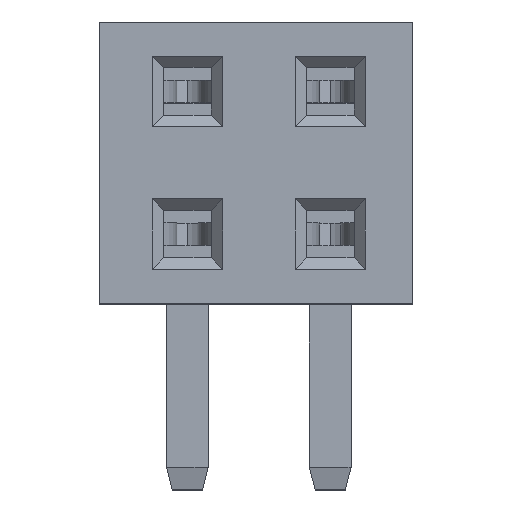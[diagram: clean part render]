
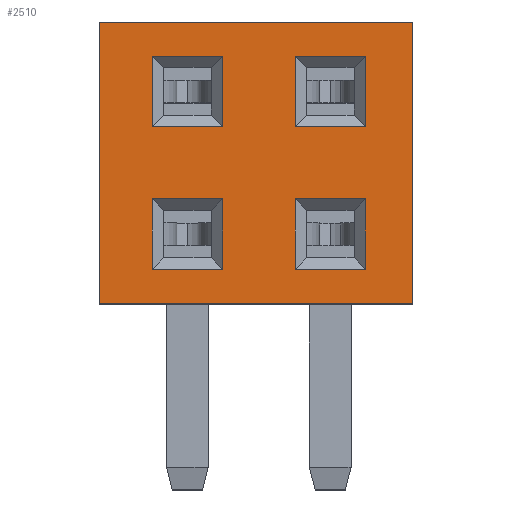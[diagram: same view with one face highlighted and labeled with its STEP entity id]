
A CAD part, top view. The second image highlights one B-rep face of the part: STEP entity #2510.
In plain terms, the highlighted planar face has unit normal (0, 0, 1).
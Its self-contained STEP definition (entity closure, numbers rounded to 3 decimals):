
#80=ORIENTED_EDGE('',*,*,#812,.T.);
#81=ORIENTED_EDGE('',*,*,#813,.T.);
#82=ORIENTED_EDGE('',*,*,#814,.T.);
#83=ORIENTED_EDGE('',*,*,#815,.T.);
#84=ORIENTED_EDGE('',*,*,#816,.T.);
#85=ORIENTED_EDGE('',*,*,#817,.T.);
#86=ORIENTED_EDGE('',*,*,#818,.T.);
#87=ORIENTED_EDGE('',*,*,#819,.T.);
#88=ORIENTED_EDGE('',*,*,#820,.F.);
#89=ORIENTED_EDGE('',*,*,#821,.F.);
#90=ORIENTED_EDGE('',*,*,#822,.T.);
#91=ORIENTED_EDGE('',*,*,#823,.T.);
#92=ORIENTED_EDGE('',*,*,#824,.T.);
#93=ORIENTED_EDGE('',*,*,#825,.T.);
#94=ORIENTED_EDGE('',*,*,#826,.T.);
#95=ORIENTED_EDGE('',*,*,#827,.T.);
#96=ORIENTED_EDGE('',*,*,#828,.T.);
#97=ORIENTED_EDGE('',*,*,#829,.T.);
#98=ORIENTED_EDGE('',*,*,#830,.T.);
#99=ORIENTED_EDGE('',*,*,#831,.T.);
#812=EDGE_CURVE('',#1178,#1179,#1414,.T.);
#813=EDGE_CURVE('',#1179,#1180,#1415,.T.);
#814=EDGE_CURVE('',#1180,#1181,#1416,.T.);
#815=EDGE_CURVE('',#1181,#1178,#1417,.T.);
#816=EDGE_CURVE('',#1182,#1183,#1418,.T.);
#817=EDGE_CURVE('',#1183,#1184,#1419,.T.);
#818=EDGE_CURVE('',#1184,#1185,#1420,.T.);
#819=EDGE_CURVE('',#1185,#1182,#1421,.T.);
#820=EDGE_CURVE('',#1186,#1187,#1422,.T.);
#821=EDGE_CURVE('',#1188,#1186,#1423,.T.);
#822=EDGE_CURVE('',#1188,#1189,#1424,.T.);
#823=EDGE_CURVE('',#1189,#1187,#1425,.T.);
#824=EDGE_CURVE('',#1190,#1191,#1426,.T.);
#825=EDGE_CURVE('',#1191,#1192,#1427,.T.);
#826=EDGE_CURVE('',#1192,#1193,#1428,.T.);
#827=EDGE_CURVE('',#1193,#1190,#1429,.T.);
#828=EDGE_CURVE('',#1194,#1195,#1430,.T.);
#829=EDGE_CURVE('',#1195,#1196,#1431,.T.);
#830=EDGE_CURVE('',#1196,#1197,#1432,.T.);
#831=EDGE_CURVE('',#1197,#1194,#1433,.T.);
#1178=VERTEX_POINT('',#3490);
#1179=VERTEX_POINT('',#3491);
#1180=VERTEX_POINT('',#3493);
#1181=VERTEX_POINT('',#3495);
#1182=VERTEX_POINT('',#3498);
#1183=VERTEX_POINT('',#3499);
#1184=VERTEX_POINT('',#3501);
#1185=VERTEX_POINT('',#3503);
#1186=VERTEX_POINT('',#3506);
#1187=VERTEX_POINT('',#3507);
#1188=VERTEX_POINT('',#3509);
#1189=VERTEX_POINT('',#3511);
#1190=VERTEX_POINT('',#3514);
#1191=VERTEX_POINT('',#3515);
#1192=VERTEX_POINT('',#3517);
#1193=VERTEX_POINT('',#3519);
#1194=VERTEX_POINT('',#3522);
#1195=VERTEX_POINT('',#3523);
#1196=VERTEX_POINT('',#3525);
#1197=VERTEX_POINT('',#3527);
#1414=LINE('',#3489,#1756);
#1415=LINE('',#3492,#1757);
#1416=LINE('',#3494,#1758);
#1417=LINE('',#3496,#1759);
#1418=LINE('',#3497,#1760);
#1419=LINE('',#3500,#1761);
#1420=LINE('',#3502,#1762);
#1421=LINE('',#3504,#1763);
#1422=LINE('',#3505,#1764);
#1423=LINE('',#3508,#1765);
#1424=LINE('',#3510,#1766);
#1425=LINE('',#3512,#1767);
#1426=LINE('',#3513,#1768);
#1427=LINE('',#3516,#1769);
#1428=LINE('',#3518,#1770);
#1429=LINE('',#3520,#1771);
#1430=LINE('',#3521,#1772);
#1431=LINE('',#3524,#1773);
#1432=LINE('',#3526,#1774);
#1433=LINE('',#3528,#1775);
#1756=VECTOR('',#2841,1000.);
#1757=VECTOR('',#2842,1000.);
#1758=VECTOR('',#2843,1000.);
#1759=VECTOR('',#2844,1000.);
#1760=VECTOR('',#2845,1000.);
#1761=VECTOR('',#2846,1000.);
#1762=VECTOR('',#2847,1000.);
#1763=VECTOR('',#2848,1000.);
#1764=VECTOR('',#2849,1000.);
#1765=VECTOR('',#2850,1000.);
#1766=VECTOR('',#2851,1000.);
#1767=VECTOR('',#2852,1000.);
#1768=VECTOR('',#2853,1000.);
#1769=VECTOR('',#2854,1000.);
#1770=VECTOR('',#2855,1000.);
#1771=VECTOR('',#2856,1000.);
#1772=VECTOR('',#2857,1000.);
#1773=VECTOR('',#2858,1000.);
#1774=VECTOR('',#2859,1000.);
#1775=VECTOR('',#2860,1000.);
#2098=EDGE_LOOP('',(#80,#81,#82,#83));
#2099=EDGE_LOOP('',(#84,#85,#86,#87));
#2100=EDGE_LOOP('',(#88,#89,#90,#91));
#2101=EDGE_LOOP('',(#92,#93,#94,#95));
#2102=EDGE_LOOP('',(#96,#97,#98,#99));
#2242=FACE_BOUND('',#2098,.T.);
#2243=FACE_BOUND('',#2099,.T.);
#2244=FACE_BOUND('',#2100,.T.);
#2245=FACE_BOUND('',#2101,.T.);
#2246=FACE_BOUND('',#2102,.T.);
#2386=PLANE('',#2684);
#2510=ADVANCED_FACE('',(#2242,#2243,#2244,#2245,#2246),#2386,.T.);
#2684=AXIS2_PLACEMENT_3D('',#3488,#2839,#2840);
#2839=DIRECTION('',(0.,0.,1.));
#2840=DIRECTION('',(1.,0.,0.));
#2841=DIRECTION('',(-1.,0.,0.));
#2842=DIRECTION('',(0.,1.,0.));
#2843=DIRECTION('',(1.,0.,0.));
#2844=DIRECTION('',(0.,-1.,0.));
#2845=DIRECTION('',(-1.,0.,0.));
#2846=DIRECTION('',(0.,1.,0.));
#2847=DIRECTION('',(1.,0.,0.));
#2848=DIRECTION('',(0.,-1.,0.));
#2849=DIRECTION('',(1.,0.,0.));
#2850=DIRECTION('',(0.,1.,0.));
#2851=DIRECTION('',(1.,0.,0.));
#2852=DIRECTION('',(0.,1.,0.));
#2853=DIRECTION('',(-1.,0.,0.));
#2854=DIRECTION('',(0.,1.,0.));
#2855=DIRECTION('',(1.,0.,0.));
#2856=DIRECTION('',(0.,-1.,0.));
#2857=DIRECTION('',(-1.,0.,0.));
#2858=DIRECTION('',(0.,1.,0.));
#2859=DIRECTION('',(1.,0.,0.));
#2860=DIRECTION('',(0.,-1.,0.));
#3488=CARTESIAN_POINT('',(-2.79,-2.5,4.25));
#3489=CARTESIAN_POINT('',(-2.79,-1.895,4.25));
#3490=CARTESIAN_POINT('',(1.945,-1.895,4.25));
#3491=CARTESIAN_POINT('',(0.695,-1.895,4.25));
#3492=CARTESIAN_POINT('',(0.695,-2.5,4.25));
#3493=CARTESIAN_POINT('',(0.695,-0.645,4.25));
#3494=CARTESIAN_POINT('',(-2.79,-0.645,4.25));
#3495=CARTESIAN_POINT('',(1.945,-0.645,4.25));
#3496=CARTESIAN_POINT('',(1.945,-2.5,4.25));
#3497=CARTESIAN_POINT('',(-2.79,0.645,4.25));
#3498=CARTESIAN_POINT('',(1.945,0.645,4.25));
#3499=CARTESIAN_POINT('',(0.695,0.645,4.25));
#3500=CARTESIAN_POINT('',(0.695,-2.5,4.25));
#3501=CARTESIAN_POINT('',(0.695,1.895,4.25));
#3502=CARTESIAN_POINT('',(-2.79,1.895,4.25));
#3503=CARTESIAN_POINT('',(1.945,1.895,4.25));
#3504=CARTESIAN_POINT('',(1.945,-2.5,4.25));
#3505=CARTESIAN_POINT('',(-2.79,2.5,4.25));
#3506=CARTESIAN_POINT('',(-2.79,2.5,4.25));
#3507=CARTESIAN_POINT('',(2.79,2.5,4.25));
#3508=CARTESIAN_POINT('',(-2.79,-2.5,4.25));
#3509=CARTESIAN_POINT('',(-2.79,-2.5,4.25));
#3510=CARTESIAN_POINT('',(-2.79,-2.5,4.25));
#3511=CARTESIAN_POINT('',(2.79,-2.5,4.25));
#3512=CARTESIAN_POINT('',(2.79,-2.5,4.25));
#3513=CARTESIAN_POINT('',(-2.79,0.645,4.25));
#3514=CARTESIAN_POINT('',(-0.595,0.645,4.25));
#3515=CARTESIAN_POINT('',(-1.845,0.645,4.25));
#3516=CARTESIAN_POINT('',(-1.845,-2.5,4.25));
#3517=CARTESIAN_POINT('',(-1.845,1.895,4.25));
#3518=CARTESIAN_POINT('',(-2.79,1.895,4.25));
#3519=CARTESIAN_POINT('',(-0.595,1.895,4.25));
#3520=CARTESIAN_POINT('',(-0.595,-2.5,4.25));
#3521=CARTESIAN_POINT('',(-2.79,-1.895,4.25));
#3522=CARTESIAN_POINT('',(-0.595,-1.895,4.25));
#3523=CARTESIAN_POINT('',(-1.845,-1.895,4.25));
#3524=CARTESIAN_POINT('',(-1.845,-2.5,4.25));
#3525=CARTESIAN_POINT('',(-1.845,-0.645,4.25));
#3526=CARTESIAN_POINT('',(-2.79,-0.645,4.25));
#3527=CARTESIAN_POINT('',(-0.595,-0.645,4.25));
#3528=CARTESIAN_POINT('',(-0.595,-2.5,4.25));
